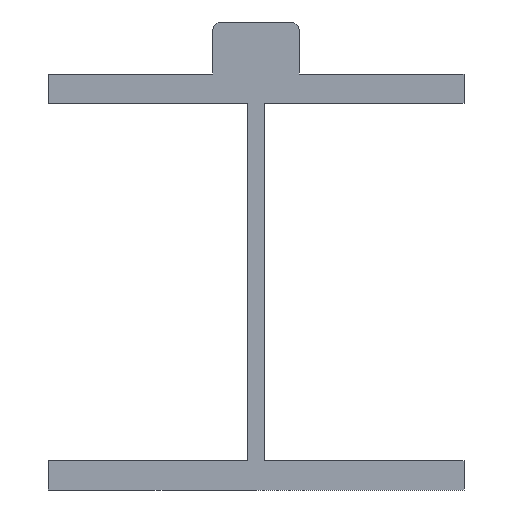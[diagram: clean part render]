
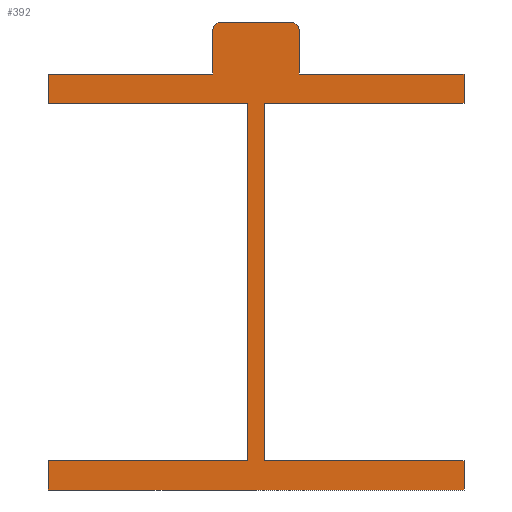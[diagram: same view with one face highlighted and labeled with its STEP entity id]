
A CAD part, front view. The second image highlights one B-rep face of the part: STEP entity #392.
In plain terms, the highlighted planar face has unit normal (0, -1, 0).
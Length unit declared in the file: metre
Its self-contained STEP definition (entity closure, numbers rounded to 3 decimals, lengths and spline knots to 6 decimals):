
#13=CIRCLE('',#411,0.005);
#15=CIRCLE('',#415,0.005);
#90=ORIENTED_EDGE('',*,*,#128,.F.);
#91=ORIENTED_EDGE('',*,*,#132,.F.);
#92=ORIENTED_EDGE('',*,*,#135,.T.);
#93=ORIENTED_EDGE('',*,*,#138,.F.);
#94=ORIENTED_EDGE('',*,*,#141,.T.);
#95=ORIENTED_EDGE('',*,*,#144,.F.);
#96=ORIENTED_EDGE('',*,*,#147,.F.);
#97=ORIENTED_EDGE('',*,*,#150,.F.);
#98=ORIENTED_EDGE('',*,*,#153,.F.);
#99=ORIENTED_EDGE('',*,*,#156,.F.);
#100=ORIENTED_EDGE('',*,*,#159,.F.);
#101=ORIENTED_EDGE('',*,*,#162,.F.);
#102=ORIENTED_EDGE('',*,*,#165,.F.);
#103=ORIENTED_EDGE('',*,*,#168,.F.);
#104=ORIENTED_EDGE('',*,*,#171,.F.);
#105=ORIENTED_EDGE('',*,*,#174,.F.);
#106=ORIENTED_EDGE('',*,*,#177,.F.);
#107=ORIENTED_EDGE('',*,*,#179,.F.);
#128=EDGE_CURVE('',#182,#183,#218,.T.);
#132=EDGE_CURVE('',#185,#182,#222,.T.);
#135=EDGE_CURVE('',#185,#187,#13,.T.);
#138=EDGE_CURVE('',#189,#187,#226,.T.);
#141=EDGE_CURVE('',#189,#191,#15,.T.);
#144=EDGE_CURVE('',#193,#191,#230,.T.);
#147=EDGE_CURVE('',#195,#193,#233,.T.);
#150=EDGE_CURVE('',#197,#195,#236,.T.);
#153=EDGE_CURVE('',#199,#197,#239,.T.);
#156=EDGE_CURVE('',#201,#199,#242,.T.);
#159=EDGE_CURVE('',#203,#201,#245,.T.);
#162=EDGE_CURVE('',#205,#203,#248,.T.);
#165=EDGE_CURVE('',#207,#205,#251,.T.);
#168=EDGE_CURVE('',#209,#207,#254,.T.);
#171=EDGE_CURVE('',#211,#209,#257,.T.);
#174=EDGE_CURVE('',#213,#211,#260,.T.);
#177=EDGE_CURVE('',#215,#213,#263,.T.);
#179=EDGE_CURVE('',#183,#215,#265,.T.);
#182=VERTEX_POINT('',#537);
#183=VERTEX_POINT('',#539);
#185=VERTEX_POINT('',#545);
#187=VERTEX_POINT('',#551);
#189=VERTEX_POINT('',#557);
#191=VERTEX_POINT('',#563);
#193=VERTEX_POINT('',#569);
#195=VERTEX_POINT('',#575);
#197=VERTEX_POINT('',#581);
#199=VERTEX_POINT('',#587);
#201=VERTEX_POINT('',#593);
#203=VERTEX_POINT('',#599);
#205=VERTEX_POINT('',#605);
#207=VERTEX_POINT('',#611);
#209=VERTEX_POINT('',#617);
#211=VERTEX_POINT('',#623);
#213=VERTEX_POINT('',#629);
#215=VERTEX_POINT('',#635);
#218=LINE('',#538,#268);
#222=LINE('',#546,#272);
#226=LINE('',#558,#276);
#230=LINE('',#570,#280);
#233=LINE('',#576,#283);
#236=LINE('',#582,#286);
#239=LINE('',#588,#289);
#242=LINE('',#594,#292);
#245=LINE('',#600,#295);
#248=LINE('',#606,#298);
#251=LINE('',#612,#301);
#254=LINE('',#618,#304);
#257=LINE('',#624,#307);
#260=LINE('',#630,#310);
#263=LINE('',#636,#313);
#265=LINE('',#639,#315);
#268=VECTOR('',#437,1.);
#272=VECTOR('',#443,1.);
#276=VECTOR('',#455,1.);
#280=VECTOR('',#467,1.);
#283=VECTOR('',#472,1.);
#286=VECTOR('',#477,1.);
#289=VECTOR('',#482,1.);
#292=VECTOR('',#487,1.);
#295=VECTOR('',#492,1.);
#298=VECTOR('',#497,1.);
#301=VECTOR('',#502,1.);
#304=VECTOR('',#507,1.);
#307=VECTOR('',#512,1.);
#310=VECTOR('',#517,1.);
#313=VECTOR('',#522,1.);
#315=VECTOR('',#526,1.);
#334=EDGE_LOOP('',(#90,#91,#92,#93,#94,#95,#96,#97,#98,#99,#100,#101,#102,
#103,#104,#105,#106,#107));
#354=FACE_BOUND('',#334,.T.);
#372=PLANE('',#429);
#392=ADVANCED_FACE('',(#354),#372,.T.);
#411=AXIS2_PLACEMENT_3D('',#552,#449,#450);
#415=AXIS2_PLACEMENT_3D('',#564,#461,#462);
#429=AXIS2_PLACEMENT_3D('',#640,#527,#528);
#437=DIRECTION('',(1.,0.,0.));
#443=DIRECTION('',(0.,0.,-1.));
#449=DIRECTION('',(0.,-1.,0.));
#450=DIRECTION('',(0.,0.,-1.));
#455=DIRECTION('',(1.,0.,0.));
#461=DIRECTION('',(0.,-1.,0.));
#462=DIRECTION('',(0.,0.,-1.));
#467=DIRECTION('',(0.,0.,1.));
#472=DIRECTION('',(1.,0.,0.));
#477=DIRECTION('',(0.,0.,1.));
#482=DIRECTION('',(-1.,0.,0.));
#487=DIRECTION('',(0.,0.,1.));
#492=DIRECTION('',(1.,0.,0.));
#497=DIRECTION('',(0.,0.,1.));
#502=DIRECTION('',(-1.,0.,0.));
#507=DIRECTION('',(0.,0.,-1.));
#512=DIRECTION('',(1.,0.,0.));
#517=DIRECTION('',(0.,0.,-1.));
#522=DIRECTION('',(-1.,0.,0.));
#526=DIRECTION('',(0.,0.,-1.));
#527=DIRECTION('',(0.,-1.,0.));
#528=DIRECTION('',(1.,0.,0.));
#537=CARTESIAN_POINT('',(0.025,-14.15,0.12));
#538=CARTESIAN_POINT('',(0.0725,-14.15,0.12));
#539=CARTESIAN_POINT('',(0.12,-14.15,0.12));
#545=CARTESIAN_POINT('',(0.025,-14.15,0.145));
#546=CARTESIAN_POINT('',(0.025,-14.15,0.1325));
#551=CARTESIAN_POINT('',(0.02,-14.15,0.15));
#552=CARTESIAN_POINT('',(0.02,-14.15,0.145));
#557=CARTESIAN_POINT('',(-0.02,-14.15,0.15));
#558=CARTESIAN_POINT('',(0.,-14.15,0.15));
#563=CARTESIAN_POINT('',(-0.025,-14.15,0.145));
#564=CARTESIAN_POINT('',(-0.02,-14.15,0.145));
#569=CARTESIAN_POINT('',(-0.025,-14.15,0.12));
#570=CARTESIAN_POINT('',(-0.025,-14.15,0.1325));
#575=CARTESIAN_POINT('',(-0.12,-14.15,0.12));
#576=CARTESIAN_POINT('',(-0.0725,-14.15,0.12));
#581=CARTESIAN_POINT('',(-0.12,-14.15,0.103));
#582=CARTESIAN_POINT('',(-0.12,-14.15,0.1115));
#587=CARTESIAN_POINT('',(-0.005,-14.15,0.103));
#588=CARTESIAN_POINT('',(-0.0625,-14.15,0.103));
#593=CARTESIAN_POINT('',(-0.005,-14.15,-0.103));
#594=CARTESIAN_POINT('',(-0.005,-14.15,0.));
#599=CARTESIAN_POINT('',(-0.12,-14.15,-0.103));
#600=CARTESIAN_POINT('',(-0.0625,-14.15,-0.103));
#605=CARTESIAN_POINT('',(-0.12,-14.15,-0.12));
#606=CARTESIAN_POINT('',(-0.12,-14.15,-0.1115));
#611=CARTESIAN_POINT('',(0.12,-14.15,-0.12));
#612=CARTESIAN_POINT('',(0.,-14.15,-0.12));
#617=CARTESIAN_POINT('',(0.12,-14.15,-0.103));
#618=CARTESIAN_POINT('',(0.12,-14.15,-0.1115));
#623=CARTESIAN_POINT('',(0.005,-14.15,-0.103));
#624=CARTESIAN_POINT('',(0.0625,-14.15,-0.103));
#629=CARTESIAN_POINT('',(0.005,-14.15,0.103));
#630=CARTESIAN_POINT('',(0.005,-14.15,0.));
#635=CARTESIAN_POINT('',(0.12,-14.15,0.103));
#636=CARTESIAN_POINT('',(0.0625,-14.15,0.103));
#639=CARTESIAN_POINT('',(0.12,-14.15,0.1115));
#640=CARTESIAN_POINT('',(0.,-14.15,0.015));
